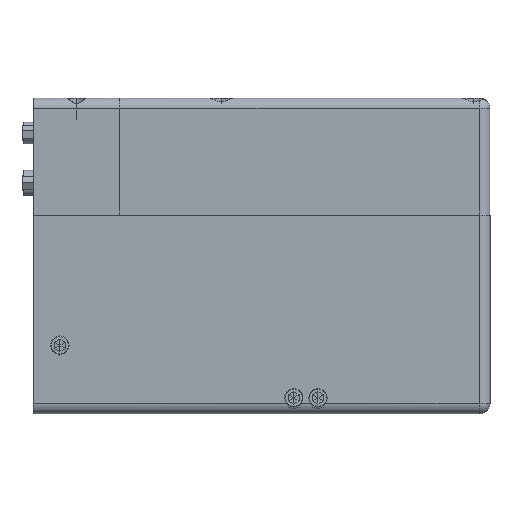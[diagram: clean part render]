
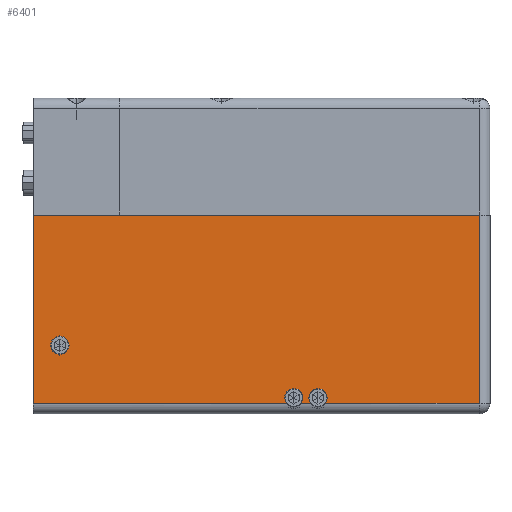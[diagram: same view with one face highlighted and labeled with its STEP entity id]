
A CAD part, front view. The second image highlights one B-rep face of the part: STEP entity #6401.
In plain terms, the highlighted planar face has unit normal (0, -1, 0).
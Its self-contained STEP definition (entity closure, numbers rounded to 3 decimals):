
#613 = CARTESIAN_POINT ( 'NONE',  ( -85., -62.5, 50. ) ) ;
#861 = EDGE_CURVE ( 'NONE', #6462, #31145, #9106, .T. ) ;
#989 = VERTEX_POINT ( 'NONE', #36425 ) ;
#1364 = ORIENTED_EDGE ( 'NONE', *, *, #19849, .F. ) ;
#1455 = CARTESIAN_POINT ( 'NONE',  ( 21., -62.5, 6. ) ) ;
#1574 = ORIENTED_EDGE ( 'NONE', *, *, #24377, .T. ) ;
#1992 = ORIENTED_EDGE ( 'NONE', *, *, #28187, .F. ) ;
#2111 = CARTESIAN_POINT ( 'NONE',  ( -75., -62.5, 25.5 ) ) ;
#2212 = CARTESIAN_POINT ( 'NONE',  ( -85., -62.5, 4. ) ) ;
#3607 = CARTESIAN_POINT ( 'NONE',  ( 81., -62.5, 74. ) ) ;
#3829 = VERTEX_POINT ( 'NONE', #34169 ) ;
#3945 = FACE_OUTER_BOUND ( 'NONE', #37388, .T. ) ;
#4047 = CARTESIAN_POINT ( 'NONE',  ( 12., -62.5, 6. ) ) ;
#4785 = VERTEX_POINT ( 'NONE', #5434 ) ;
#4791 = DIRECTION ( 'NONE',  ( 0., 0., -1. ) ) ;
#5206 = VERTEX_POINT ( 'NONE', #38182 ) ;
#5208 = CIRCLE ( 'NONE', #12404, 3.4 ) ;
#5434 = CARTESIAN_POINT ( 'NONE',  ( 14.75, -62.5, 4. ) ) ;
#5460 = DIRECTION ( 'NONE',  ( 0., 0., -1. ) ) ;
#5463 = ORIENTED_EDGE ( 'NONE', *, *, #22376, .T. ) ;
#5592 = PLANE ( 'NONE',  #35673 ) ;
#6401 = ADVANCED_FACE ( 'NONE', ( #20477, #3945 ), #5592, .F. ) ;
#6462 = VERTEX_POINT ( 'NONE', #29094 ) ;
#7076 = DIRECTION ( 'NONE',  ( 1., 0., 0. ) ) ;
#7279 = AXIS2_PLACEMENT_3D ( 'NONE', #20973, #40761, #17652 ) ;
#7408 = DIRECTION ( 'NONE',  ( 0., 0., -1. ) ) ;
#8267 = CIRCLE ( 'NONE', #29245, 3.4 ) ;
#8814 = LINE ( 'NONE', #22438, #17591 ) ;
#9106 = CIRCLE ( 'NONE', #7279, 3.4 ) ;
#9158 = VERTEX_POINT ( 'NONE', #2212 ) ;
#9605 = EDGE_CURVE ( 'NONE', #11772, #9158, #25988, .T. ) ;
#10200 = LINE ( 'NONE', #27901, #27752 ) ;
#10882 = VECTOR ( 'NONE', #25724, 1000. ) ;
#11772 = VERTEX_POINT ( 'NONE', #26026 ) ;
#11781 = CARTESIAN_POINT ( 'NONE',  ( 12., -62.5, 6. ) ) ;
#12256 = DIRECTION ( 'NONE',  ( 0., 1., 0. ) ) ;
#12404 = AXIS2_PLACEMENT_3D ( 'NONE', #11781, #34855, #15065 ) ;
#12490 = CARTESIAN_POINT ( 'NONE',  ( 81., -62.5, 50. ) ) ;
#12952 = ORIENTED_EDGE ( 'NONE', *, *, #27817, .F. ) ;
#13501 = VERTEX_POINT ( 'NONE', #13768 ) ;
#13516 = VECTOR ( 'NONE', #17092, 1000. ) ;
#13768 = CARTESIAN_POINT ( 'NONE',  ( 12., -62.5, 9.4 ) ) ;
#13791 = CARTESIAN_POINT ( 'NONE',  ( -85., -62.5, 74. ) ) ;
#15065 = DIRECTION ( 'NONE',  ( 0., 0., -1. ) ) ;
#15082 = CARTESIAN_POINT ( 'NONE',  ( 9.25, -62.5, 4. ) ) ;
#15978 = ORIENTED_EDGE ( 'NONE', *, *, #9605, .T. ) ;
#16152 = VECTOR ( 'NONE', #40203, 1000. ) ;
#17092 = DIRECTION ( 'NONE',  ( 1., 0., 0. ) ) ;
#17241 = EDGE_CURVE ( 'NONE', #989, #30207, #29464, .T. ) ;
#17591 = VECTOR ( 'NONE', #38914, 1000. ) ;
#17652 = DIRECTION ( 'NONE',  ( 0., 0., -1. ) ) ;
#19489 = CARTESIAN_POINT ( 'NONE',  ( 21., -62.5, 6. ) ) ;
#19849 = EDGE_CURVE ( 'NONE', #11772, #30207, #23319, .T. ) ;
#19994 = CIRCLE ( 'NONE', #30671, 3.4 ) ;
#20477 = FACE_BOUND ( 'NONE', #39212, .T. ) ;
#20973 = CARTESIAN_POINT ( 'NONE',  ( -75., -62.5, 25.5 ) ) ;
#21954 = LINE ( 'NONE', #30155, #29690 ) ;
#22371 = EDGE_CURVE ( 'NONE', #5206, #33034, #19994, .T. ) ;
#22376 = EDGE_CURVE ( 'NONE', #5206, #989, #10200, .T. ) ;
#22419 = ORIENTED_EDGE ( 'NONE', *, *, #861, .F. ) ;
#22438 = CARTESIAN_POINT ( 'NONE',  ( -85., -62.5, 4. ) ) ;
#22503 = ORIENTED_EDGE ( 'NONE', *, *, #27943, .T. ) ;
#22834 = DIRECTION ( 'NONE',  ( 0., 0., -1. ) ) ;
#23319 = LINE ( 'NONE', #13791, #13516 ) ;
#23845 = ORIENTED_EDGE ( 'NONE', *, *, #38279, .F. ) ;
#24377 = EDGE_CURVE ( 'NONE', #4785, #3829, #21954, .T. ) ;
#24554 = DIRECTION ( 'NONE',  ( 0., -1., 0. ) ) ;
#25206 = DIRECTION ( 'NONE',  ( 0., -1., 0. ) ) ;
#25724 = DIRECTION ( 'NONE',  ( 0., 0., 1. ) ) ;
#25921 = CIRCLE ( 'NONE', #34307, 3.4 ) ;
#25988 = LINE ( 'NONE', #613, #16152 ) ;
#26026 = CARTESIAN_POINT ( 'NONE',  ( -85., -62.5, 74. ) ) ;
#27161 = DIRECTION ( 'NONE',  ( 0., -1., 0. ) ) ;
#27752 = VECTOR ( 'NONE', #41050, 1000. ) ;
#27817 = EDGE_CURVE ( 'NONE', #4785, #13501, #5208, .T. ) ;
#27901 = CARTESIAN_POINT ( 'NONE',  ( -85., -62.5, 4. ) ) ;
#27943 = EDGE_CURVE ( 'NONE', #9158, #35625, #8814, .T. ) ;
#28052 = ORIENTED_EDGE ( 'NONE', *, *, #37876, .F. ) ;
#28187 = EDGE_CURVE ( 'NONE', #13501, #35625, #8267, .T. ) ;
#29094 = CARTESIAN_POINT ( 'NONE',  ( -75., -62.5, 22.1 ) ) ;
#29245 = AXIS2_PLACEMENT_3D ( 'NONE', #4047, #27161, #7408 ) ;
#29464 = LINE ( 'NONE', #12490, #10882 ) ;
#29690 = VECTOR ( 'NONE', #7076, 1000. ) ;
#30155 = CARTESIAN_POINT ( 'NONE',  ( -85., -62.5, 4. ) ) ;
#30207 = VERTEX_POINT ( 'NONE', #3607 ) ;
#30671 = AXIS2_PLACEMENT_3D ( 'NONE', #1455, #24554, #4791 ) ;
#31145 = VERTEX_POINT ( 'NONE', #39937 ) ;
#31366 = CARTESIAN_POINT ( 'NONE',  ( 21., -62.5, 9.4 ) ) ;
#33034 = VERTEX_POINT ( 'NONE', #31366 ) ;
#34169 = CARTESIAN_POINT ( 'NONE',  ( 18.25, -62.5, 4. ) ) ;
#34307 = AXIS2_PLACEMENT_3D ( 'NONE', #2111, #25206, #5460 ) ;
#34534 = ORIENTED_EDGE ( 'NONE', *, *, #17241, .T. ) ;
#34855 = DIRECTION ( 'NONE',  ( 0., -1., 0. ) ) ;
#35320 = DIRECTION ( 'NONE',  ( 0., 0., 1. ) ) ;
#35625 = VERTEX_POINT ( 'NONE', #15082 ) ;
#35673 = AXIS2_PLACEMENT_3D ( 'NONE', #41835, #12256, #35320 ) ;
#36425 = CARTESIAN_POINT ( 'NONE',  ( 81., -62.5, 4. ) ) ;
#37388 = EDGE_LOOP ( 'NONE', ( #1574, #28052, #41203, #5463, #34534, #1364, #15978, #22503, #1992, #12952 ) ) ;
#37876 = EDGE_CURVE ( 'NONE', #33034, #3829, #39402, .T. ) ;
#38182 = CARTESIAN_POINT ( 'NONE',  ( 23.75, -62.5, 4. ) ) ;
#38279 = EDGE_CURVE ( 'NONE', #31145, #6462, #25921, .T. ) ;
#38914 = DIRECTION ( 'NONE',  ( 1., 0., 0. ) ) ;
#39212 = EDGE_LOOP ( 'NONE', ( #22419, #23845 ) ) ;
#39402 = CIRCLE ( 'NONE', #40387, 3.4 ) ;
#39937 = CARTESIAN_POINT ( 'NONE',  ( -75., -62.5, 28.9 ) ) ;
#40203 = DIRECTION ( 'NONE',  ( 0., 0., -1. ) ) ;
#40387 = AXIS2_PLACEMENT_3D ( 'NONE', #19489, #42638, #22834 ) ;
#40761 = DIRECTION ( 'NONE',  ( 0., -1., 0. ) ) ;
#41050 = DIRECTION ( 'NONE',  ( 1., 0., 0. ) ) ;
#41203 = ORIENTED_EDGE ( 'NONE', *, *, #22371, .F. ) ;
#41835 = CARTESIAN_POINT ( 'NONE',  ( -85., -62.5, 50. ) ) ;
#42638 = DIRECTION ( 'NONE',  ( 0., -1., 0. ) ) ;
